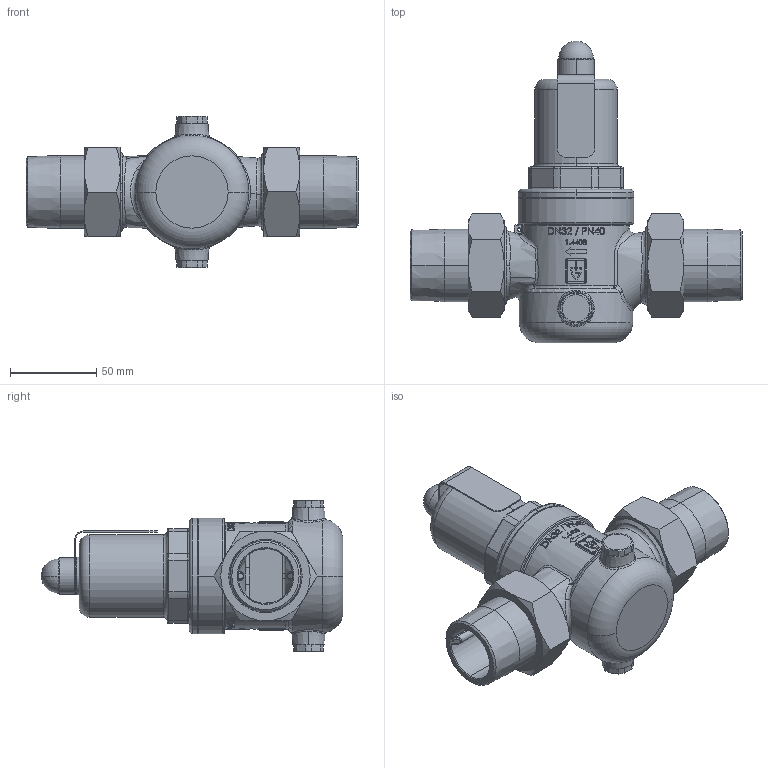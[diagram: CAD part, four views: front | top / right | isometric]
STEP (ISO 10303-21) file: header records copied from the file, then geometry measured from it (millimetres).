
FILE_DESCRIPTION (( 'STEP AP214' ), '1' );
FILE_NAME ('430mGFO-32 Dummy.STEP', '2012-02-22T12:35:15', ( 'Blankenhorn' ), ( '' ), 'SwSTEP 2.0', 'SolidWorks 2011', '' );
FILE_SCHEMA (( 'AUTOMOTIVE_DESIGN' ));
Length unit declared in the file: millimetre
Products named in the file (1): 430mGFO-32 Dummy
Bounding box: 193 x 175.4 x 88 mm (x, y, z)
Volume: 255625.5 mm3; surface area: 134585.4 mm2
Topology: 12 solids, 12 shells, 1177 faces, 2923 edges, 1839 vertices
Faces by surface type: plane 397, bspline 309, cylinder 273, cone 117, torus 69, sphere 12
Entity records: 69547 total; most frequent: CARTESIAN_POINT 30720, ORIENTED_EDGE 5812, DIRECTION 4655, EDGE_CURVE 2906, VERTEX_POINT 1836, AXIS2_PLACEMENT_3D 1773, EDGE_LOOP 1288, UNCERTAINTY_MEASURE_WITH_UNIT 1191
